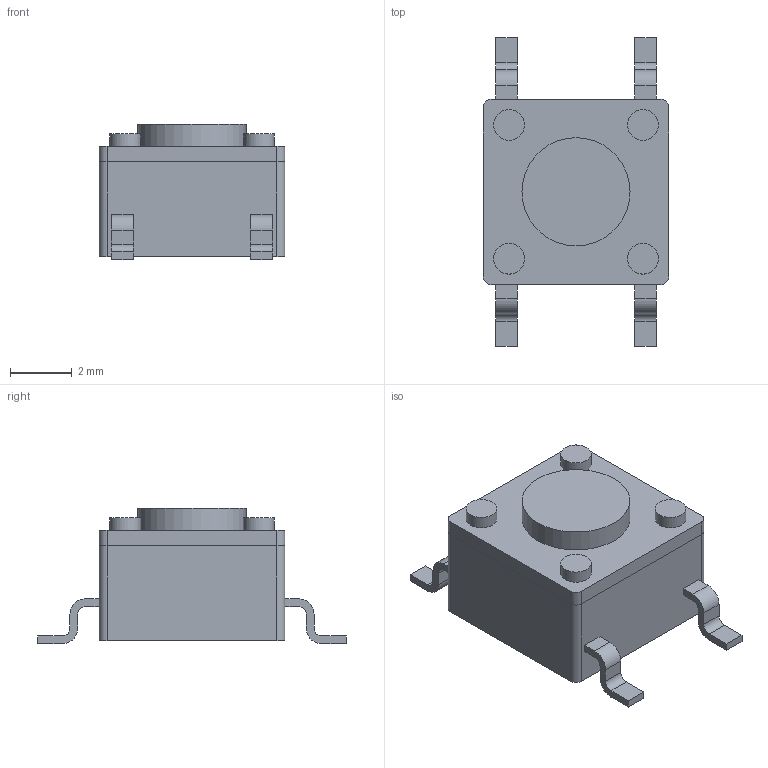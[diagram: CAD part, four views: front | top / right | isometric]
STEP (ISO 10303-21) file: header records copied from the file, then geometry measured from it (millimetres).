
FILE_DESCRIPTION(/* description */ (''),/* implementation_level */ '2;1');
FILE_NAME(/* name */ 'FSM2JSMA.step',/* time_stamp */ '2020-03-09T19:27:15+01:00',/* author */ (''),/* organization */ (''),/* preprocessor_version */ 'ST-DEVELOPER v18',/* originating_system */ 'Autodesk Translation Framework v8.12.0.6',/* authorisation */ '');
FILE_SCHEMA (('AUTOMOTIVE_DESIGN { 1 0 10303 214 3 1 1 }'));
Length unit declared in the file: millimetre
Products named in the file (1): FSM2JSMA
Bounding box: 6 x 10 x 4.38 mm (x, y, z)
Volume: 138.4 mm3; surface area: 260.7 mm2
Topology: 2 solids, 2 shells, 87 faces, 242 edges, 168 vertices
Faces by surface type: plane 53, cylinder 34
Full cylindrical faces by diameter (mm): 1 x8, 3.5 x2
Entity records: 2929 total; most frequent: DIRECTION 506, CARTESIAN_POINT 498, ORIENTED_EDGE 484, EDGE_CURVE 242, AXIS2_PLACEMENT_3D 176, VERTEX_POINT 168, LINE 154, VECTOR 154
